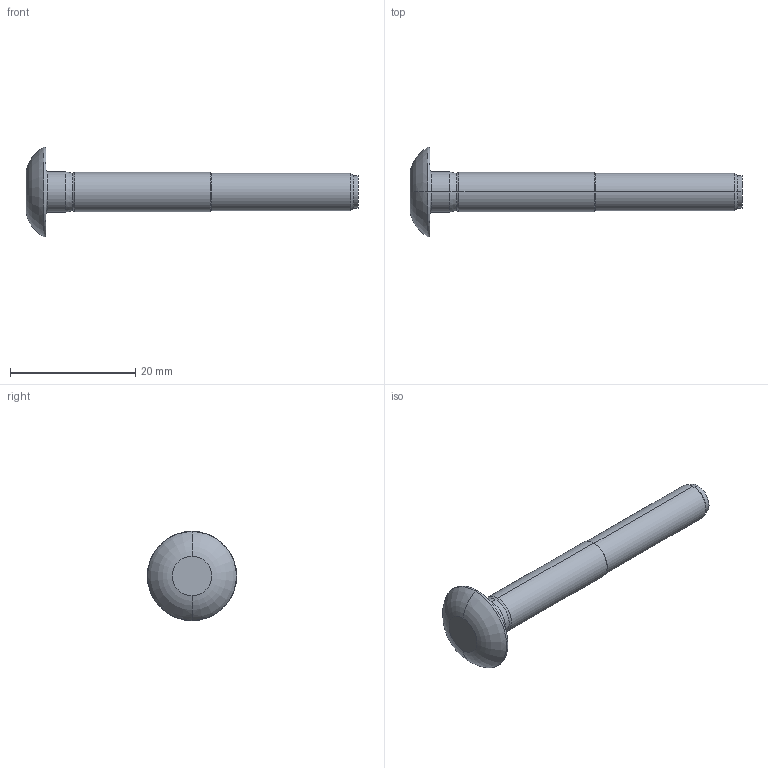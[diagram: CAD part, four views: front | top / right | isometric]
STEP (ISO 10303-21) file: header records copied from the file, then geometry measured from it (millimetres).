
FILE_DESCRIPTION (( 'STEP AP203' ), '1' );
FILE_NAME ('MGPT-( )8-10.STEP', '2022-08-08T14:15:13', ( '' ), ( '' ), 'SwSTEP 2.0', 'SolidWorks 2020', '' );
FILE_SCHEMA (( 'CONFIG_CONTROL_DESIGN' ));
Length unit declared in the file: inch
Products named in the file (1): MGPT-( )8-10
Bounding box: 53.09 x 14.29 x 14.29 mm (x, y, z)
Volume: 1840.9 mm3; surface area: 1325.7 mm2
Topology: 1 solids, 1 shells, 25 faces, 48 edges, 26 vertices
Faces by surface type: cylinder 8, cone 8, torus 6, plane 3
Entity records: 709 total; most frequent: DIRECTION 132, CARTESIAN_POINT 100, ORIENTED_EDGE 96, AXIS2_PLACEMENT_3D 58, EDGE_CURVE 48, CIRCLE 32, EDGE_LOOP 26, VERTEX_POINT 26
